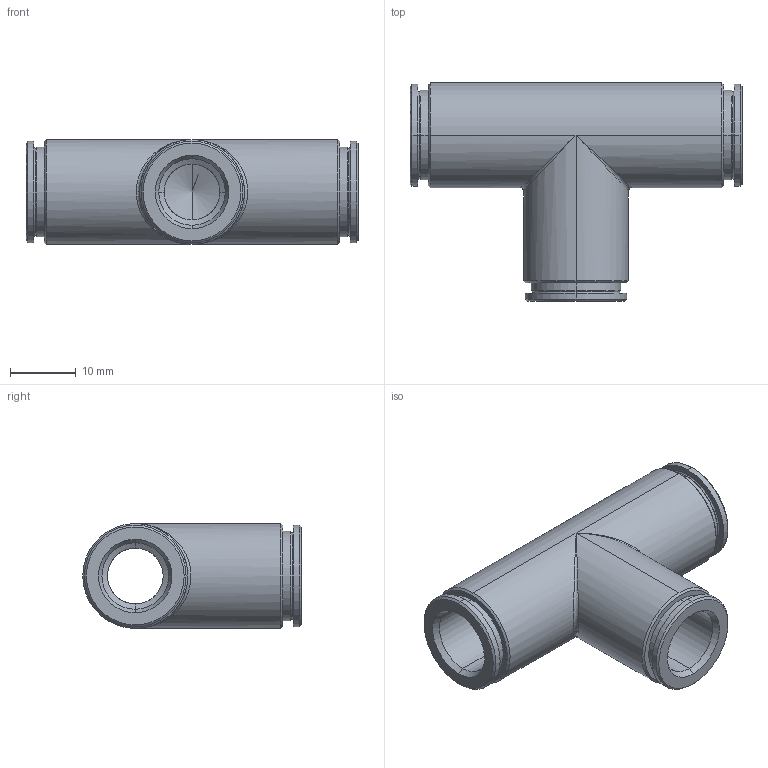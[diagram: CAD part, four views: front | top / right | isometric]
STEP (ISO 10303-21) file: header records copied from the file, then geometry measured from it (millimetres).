
FILE_DESCRIPTION (( 'STEP AP203' ), '1' );
FILE_NAME ('X0190050.STEP', '2010-10-28T09:48:52', ( '' ), ( 'sopra-pneumatic' ), 'SwSTEP 2.0', 'SolidWorks 2009', '' );
FILE_SCHEMA (( 'CONFIG_CONTROL_DESIGN' ));
Length unit declared in the file: millimetre
Products named in the file (1): X0190050
Bounding box: 50.61 x 33.3 x 16 mm (x, y, z)
Volume: 8033.6 mm3; surface area: 6059.6 mm2
Topology: 1 solids, 1 shells, 90 faces, 190 edges, 103 vertices
Faces by surface type: cylinder 35, cone 26, torus 16, plane 11, bspline 2
Entity records: 3113 total; most frequent: CARTESIAN_POINT 1086, DIRECTION 468, ORIENTED_EDGE 368, AXIS2_PLACEMENT_3D 203, EDGE_CURVE 184, CIRCLE 114, VERTEX_POINT 103, EDGE_LOOP 101
